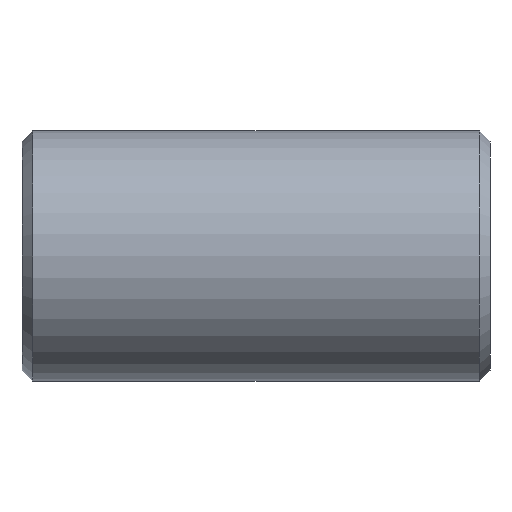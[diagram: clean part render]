
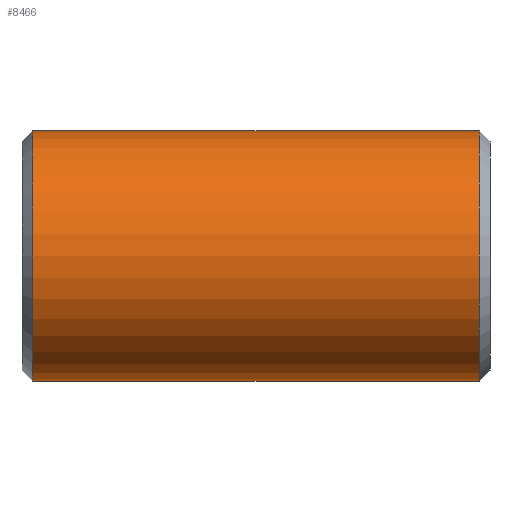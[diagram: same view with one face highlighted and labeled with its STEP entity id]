
A CAD part, front view. The second image highlights one B-rep face of the part: STEP entity #8466.
In plain terms, the highlighted cylindrical face has radius 17.5 mm (diameter 35 mm), a partial arc.
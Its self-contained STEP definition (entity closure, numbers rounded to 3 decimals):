
#2194 = LINE ( 'NONE', #2393, #9893 ) ;
#2393 = CARTESIAN_POINT ( 'NONE',  ( 0., 0., -17.5 ) ) ;
#2395 = DIRECTION ( 'NONE',  ( -1., 0., 0. ) ) ;
#7106 = CARTESIAN_POINT ( 'NONE',  ( -31.25, 0., 0. ) ) ;
#8292 = VECTOR ( 'NONE', #8818, 1000. ) ;
#8300 = VECTOR ( 'NONE', #8816, 1000. ) ;
#8317 = CIRCLE ( 'NONE', #8320, 17.5 ) ;
#8318 = CIRCLE ( 'NONE', #8322, 17.5 ) ;
#8320 = AXIS2_PLACEMENT_3D ( 'NONE', #9805, #9806, #9807 ) ;
#8322 = AXIS2_PLACEMENT_3D ( 'NONE', #7106, #9910, #9911 ) ;
#8404 = VECTOR ( 'NONE', #10761, 1000. ) ;
#8466 = ADVANCED_FACE ( 'NONE', ( #12646 ), #12648, .T. ) ;
#8808 = LINE ( 'NONE', #8817, #8292 ) ;
#8813 = LINE ( 'NONE', #8815, #8300 ) ;
#8815 = CARTESIAN_POINT ( 'NONE',  ( 0., 0., 17.5 ) ) ;
#8816 = DIRECTION ( 'NONE',  ( -1., 0., 0. ) ) ;
#8817 = CARTESIAN_POINT ( 'NONE',  ( 0., 0., 17.5 ) ) ;
#8818 = DIRECTION ( 'NONE',  ( -1., 0., 0. ) ) ;
#9805 = CARTESIAN_POINT ( 'NONE',  ( 31.25, 0., 0. ) ) ;
#9806 = DIRECTION ( 'NONE',  ( -1., 0., 0. ) ) ;
#9807 = DIRECTION ( 'NONE',  ( 0., 0., 1. ) ) ;
#9890 = AXIS2_PLACEMENT_3D ( 'NONE', #12647, #12643, #12649 ) ;
#9893 = VECTOR ( 'NONE', #2395, 1000. ) ;
#9910 = DIRECTION ( 'NONE',  ( 1., 0., 0. ) ) ;
#9911 = DIRECTION ( 'NONE',  ( 0., 0., -1. ) ) ;
#10754 = CARTESIAN_POINT ( 'NONE',  ( 0., 0., -17.5 ) ) ;
#10755 = LINE ( 'NONE', #10754, #8404 ) ;
#10761 = DIRECTION ( 'NONE',  ( -1., 0., 0. ) ) ;
#10857 = CARTESIAN_POINT ( 'NONE',  ( -31.25, 0., -17.5 ) ) ;
#10876 = CARTESIAN_POINT ( 'NONE',  ( -31.25, 0., 17.5 ) ) ;
#10883 = CARTESIAN_POINT ( 'NONE',  ( 31.25, 0., 17.5 ) ) ;
#10884 = CARTESIAN_POINT ( 'NONE',  ( 31.25, 0., -17.5 ) ) ;
#10885 = CARTESIAN_POINT ( 'NONE',  ( 0., 0., 17.5 ) ) ;
#10887 = CARTESIAN_POINT ( 'NONE',  ( 0., 0., -17.5 ) ) ;
#12643 = DIRECTION ( 'NONE',  ( -1., 0., 0. ) ) ;
#12646 = FACE_OUTER_BOUND ( 'NONE', #13106, .T. ) ;
#12647 = CARTESIAN_POINT ( 'NONE',  ( 0., 0., 0. ) ) ;
#12648 = CYLINDRICAL_SURFACE ( 'NONE', #9890, 17.5 ) ;
#12649 = DIRECTION ( 'NONE',  ( 0., 0., 1. ) ) ;
#13106 = EDGE_LOOP ( 'NONE', ( #14005, #14006, #14008, #14010, #14012, #14013 ) ) ;
#13271 = EDGE_CURVE ( 'NONE', #15505, #15493, #2194, .T. ) ;
#13885 = EDGE_CURVE ( 'NONE', #15503, #15494, #8813, .T. ) ;
#13886 = EDGE_CURVE ( 'NONE', #15501, #15503, #8808, .T. ) ;
#13915 = EDGE_CURVE ( 'NONE', #15502, #15501, #8317, .T. ) ;
#13916 = EDGE_CURVE ( 'NONE', #15494, #15493, #8318, .T. ) ;
#14005 = ORIENTED_EDGE ( 'NONE', *, *, #14007, .F. ) ;
#14006 = ORIENTED_EDGE ( 'NONE', *, *, #13915, .T. ) ;
#14007 = EDGE_CURVE ( 'NONE', #15502, #15505, #10755, .T. ) ;
#14008 = ORIENTED_EDGE ( 'NONE', *, *, #13886, .T. ) ;
#14010 = ORIENTED_EDGE ( 'NONE', *, *, #13885, .T. ) ;
#14012 = ORIENTED_EDGE ( 'NONE', *, *, #13916, .T. ) ;
#14013 = ORIENTED_EDGE ( 'NONE', *, *, #13271, .F. ) ;
#15493 = VERTEX_POINT ( 'NONE', #10857 ) ;
#15494 = VERTEX_POINT ( 'NONE', #10876 ) ;
#15501 = VERTEX_POINT ( 'NONE', #10883 ) ;
#15502 = VERTEX_POINT ( 'NONE', #10884 ) ;
#15503 = VERTEX_POINT ( 'NONE', #10885 ) ;
#15505 = VERTEX_POINT ( 'NONE', #10887 ) ;
